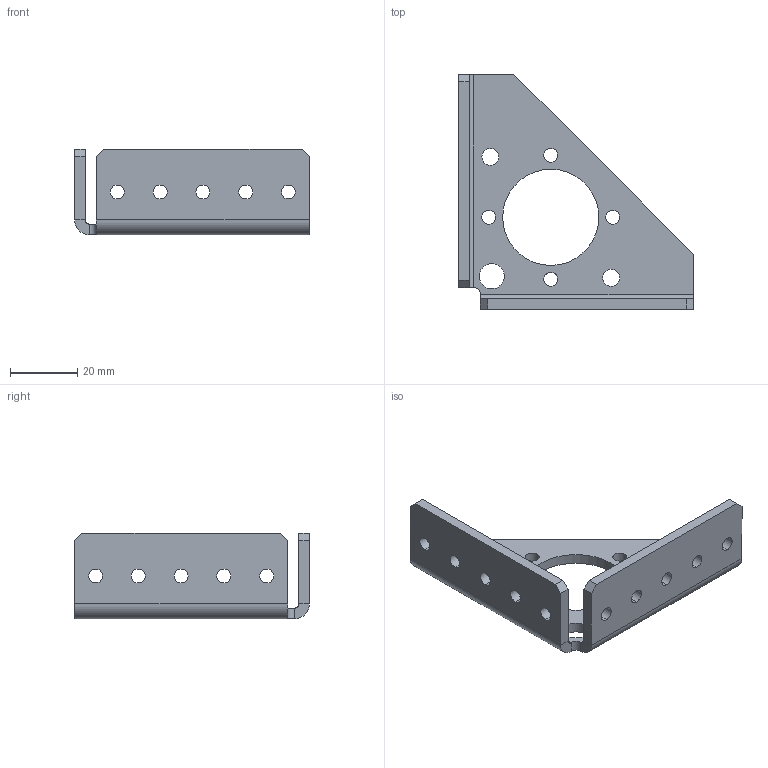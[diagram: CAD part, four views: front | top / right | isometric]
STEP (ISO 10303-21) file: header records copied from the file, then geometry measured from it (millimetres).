
FILE_DESCRIPTION (( 'STEP AP203' ), '1' );
FILE_NAME ('217-4238-STEP-20141022.STEP', '2014-10-22T16:27:02', ( 'IFMI-VEX04' ), ( '' ), 'SwSTEP 2.0', 'SolidWorks 2014', '' );
FILE_SCHEMA (( 'CONFIG_CONTROL_DESIGN' ));
Length unit declared in the file: inch
Products named in the file (1): 217-4238-STEP-20141022
Bounding box: 69.72 x 69.72 x 25.4 mm (x, y, z)
Volume: 16311.5 mm3; surface area: 12346.1 mm2
Topology: 1 solids, 1 shells, 65 faces, 173 edges, 110 vertices
Faces by surface type: cylinder 42, plane 23
Entity records: 2194 total; most frequent: DIRECTION 389, CARTESIAN_POINT 349, ORIENTED_EDGE 346, EDGE_CURVE 173, AXIS2_PLACEMENT_3D 150, VERTEX_POINT 110, EDGE_LOOP 101, VECTOR 89
